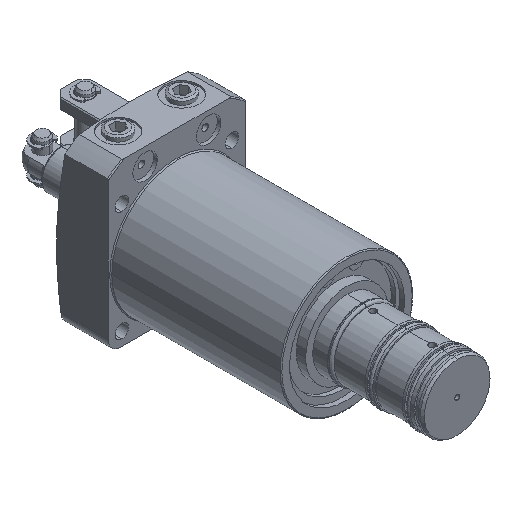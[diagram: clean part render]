
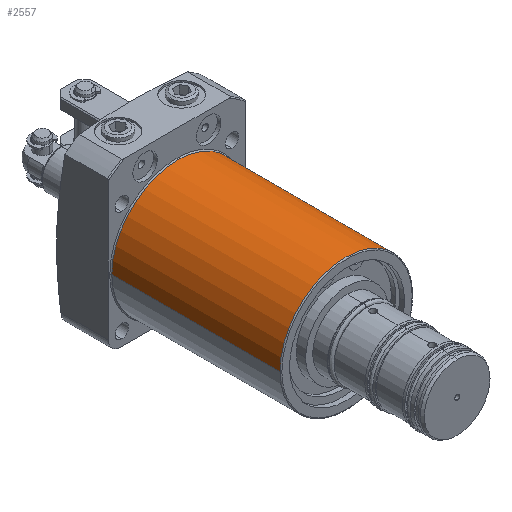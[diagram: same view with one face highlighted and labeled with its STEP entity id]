
A CAD part, isometric view. The second image highlights one B-rep face of the part: STEP entity #2557.
In plain terms, the highlighted cylindrical face has radius 27 mm (diameter 54 mm), a partial arc.
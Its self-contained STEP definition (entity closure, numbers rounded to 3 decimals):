
#816 = CARTESIAN_POINT ( 'NONE',  ( -27., -24.3, 0. ) ) ;
#817 = CARTESIAN_POINT ( 'NONE',  ( 27., -24.3, 0. ) ) ;
#820 = CARTESIAN_POINT ( 'NONE',  ( 27., -93., 0. ) ) ;
#1853 = AXIS2_PLACEMENT_3D ( 'NONE', #6577, #6576, #6575 ) ;
#2362 = AXIS2_PLACEMENT_3D ( 'NONE', #4385, #4384, #4383 ) ;
#2373 = AXIS2_PLACEMENT_3D ( 'NONE', #4820, #4818, #4819 ) ;
#2557 = ADVANCED_FACE ( 'NONE', ( #8974 ), #8855, .T. ) ;
#4281 = VERTEX_POINT ( 'NONE', #7323 ) ;
#4383 = DIRECTION ( 'NONE',  ( -1., 0., 0. ) ) ;
#4384 = DIRECTION ( 'NONE',  ( 0., -1., 0. ) ) ;
#4385 = CARTESIAN_POINT ( 'NONE',  ( 0., -24.3, 0. ) ) ;
#4818 = DIRECTION ( 'NONE',  ( 0., 1., 0. ) ) ;
#4819 = DIRECTION ( 'NONE',  ( -1., 0., 0. ) ) ;
#4820 = CARTESIAN_POINT ( 'NONE',  ( 0., -93., 0. ) ) ;
#4855 = DIRECTION ( 'NONE',  ( 0., 1., 0. ) ) ;
#4856 = CARTESIAN_POINT ( 'NONE',  ( -27., 0., 0. ) ) ;
#4862 = DIRECTION ( 'NONE',  ( 0., 1., 0. ) ) ;
#4877 = CARTESIAN_POINT ( 'NONE',  ( 27., 0., 0. ) ) ;
#6575 = DIRECTION ( 'NONE',  ( -1., 0., 0. ) ) ;
#6576 = DIRECTION ( 'NONE',  ( 0., 1., 0. ) ) ;
#6577 = CARTESIAN_POINT ( 'NONE',  ( 0., 0., 0. ) ) ;
#7020 = EDGE_CURVE ( 'NONE', #12449, #12450, #10004, .T. ) ;
#7033 = EDGE_CURVE ( 'NONE', #4281, #12543, #10033, .T. ) ;
#7034 = EDGE_CURVE ( 'NONE', #12543, #12449, #10035, .T. ) ;
#7035 = EDGE_CURVE ( 'NONE', #4281, #12450, #10036, .T. ) ;
#7323 = CARTESIAN_POINT ( 'NONE',  ( -27., -93., 0. ) ) ;
#8855 = CYLINDRICAL_SURFACE ( 'NONE', #1853, 27. ) ;
#8974 = FACE_OUTER_BOUND ( 'NONE', #10628, .T. ) ;
#10004 = CIRCLE ( 'NONE', #2362, 27. ) ;
#10033 = CIRCLE ( 'NONE', #2373, 27. ) ;
#10035 = LINE ( 'NONE', #4877, #10037 ) ;
#10036 = LINE ( 'NONE', #4856, #10039 ) ;
#10037 = VECTOR ( 'NONE', #4862, 1000. ) ;
#10039 = VECTOR ( 'NONE', #4855, 1000. ) ;
#10628 = EDGE_LOOP ( 'NONE', ( #12942, #12941, #12940, #12939 ) ) ;
#12449 = VERTEX_POINT ( 'NONE', #817 ) ;
#12450 = VERTEX_POINT ( 'NONE', #816 ) ;
#12543 = VERTEX_POINT ( 'NONE', #820 ) ;
#12939 = ORIENTED_EDGE ( 'NONE', *, *, #7035, .F. ) ;
#12940 = ORIENTED_EDGE ( 'NONE', *, *, #7020, .T. ) ;
#12941 = ORIENTED_EDGE ( 'NONE', *, *, #7034, .T. ) ;
#12942 = ORIENTED_EDGE ( 'NONE', *, *, #7033, .T. ) ;
